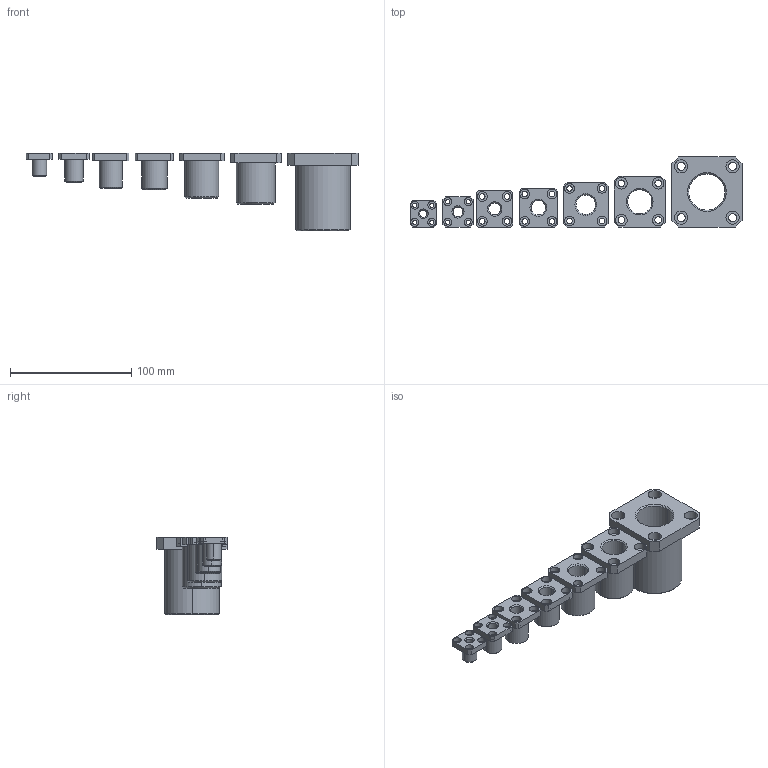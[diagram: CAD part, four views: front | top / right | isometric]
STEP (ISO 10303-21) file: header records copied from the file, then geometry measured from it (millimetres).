
FILE_DESCRIPTION (( 'STEP AP214' ), '1' );
FILE_NAME ('LMKAssem1.STEP', '2019-10-07T04:32:39', ( '' ), ( '' ), 'SwSTEP 2.0', 'SolidWorks 2017', '' );
FILE_SCHEMA (( 'AUTOMOTIVE_DESIGN' ));
Length unit declared in the file: millimetre
Products named in the file (8): LMKAssem1; LMK16; LMK30; LMK08; LMK10; LMK06; LMK12; LMK20
Assembly tree (7 placements, depth 2):
  LMKAssem1
    LMK08
    LMK10
    LMK12
    LMK16
    LMK20
    LMK30
    LMK06
Bounding box: 274.34 x 58 x 64 mm (x, y, z)
Volume: 141548.6 mm3; surface area: 56892 mm2
Topology: 7 solids, 7 shells, 273 faces, 644 edges, 420 vertices
Faces by surface type: cylinder 140, plane 105, cone 28
Entity records: 8412 total; most frequent: DIRECTION 1518, CARTESIAN_POINT 1347, ORIENTED_EDGE 1288, EDGE_CURVE 644, AXIS2_PLACEMENT_3D 591, VERTEX_POINT 420, EDGE_LOOP 378, VECTOR 336
